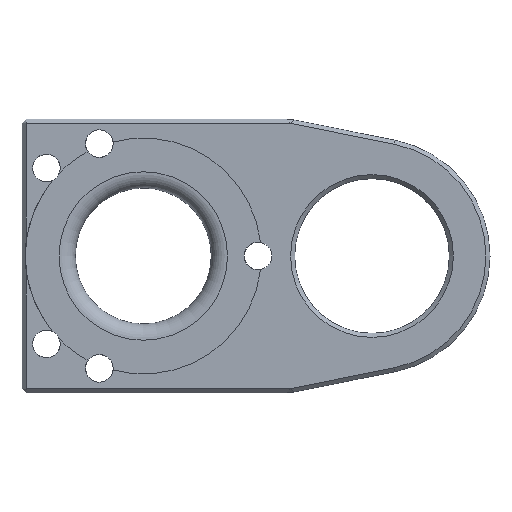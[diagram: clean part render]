
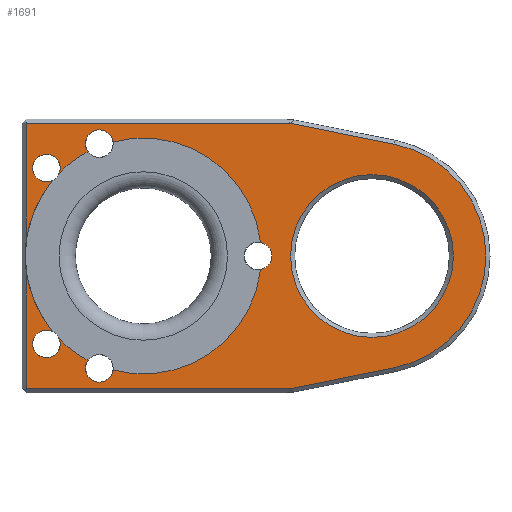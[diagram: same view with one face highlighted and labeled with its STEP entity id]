
A CAD part, front view. The second image highlights one B-rep face of the part: STEP entity #1691.
In plain terms, the highlighted planar face has unit normal (0, -1, 0).
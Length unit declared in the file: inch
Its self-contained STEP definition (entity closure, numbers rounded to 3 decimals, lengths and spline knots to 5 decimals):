
#49=FACE_BOUND('',#581,.T.);
#55=PLANE('',#1836);
#143=LINE('',#2595,#311);
#144=LINE('',#2623,#312);
#145=LINE('',#2625,#313);
#146=LINE('',#2627,#314);
#147=LINE('',#2631,#315);
#148=LINE('',#2632,#316);
#311=VECTOR('',#2070,0.3937);
#312=VECTOR('',#2097,0.3937);
#313=VECTOR('',#2098,0.3937);
#314=VECTOR('',#2099,0.3937);
#315=VECTOR('',#2102,0.3937);
#316=VECTOR('',#2103,0.3937);
#479=FACE_OUTER_BOUND('',#580,.T.);
#580=EDGE_LOOP('',(#1228,#1229,#1230,#1231,#1232,#1233,#1234,#1235,#1236,
#1237,#1238,#1239,#1240,#1241,#1242,#1243,#1244,#1245,#1246,#1247));
#581=EDGE_LOOP('',(#1248));
#701=CIRCLE('',#1835,0.3937);
#702=CIRCLE('',#1837,0.57087);
#703=CIRCLE('',#1838,0.06693);
#704=CIRCLE('',#1839,0.06693);
#705=CIRCLE('',#1840,0.57087);
#706=CIRCLE('',#1841,0.06693);
#707=CIRCLE('',#1842,0.57087);
#708=CIRCLE('',#1843,0.06693);
#709=CIRCLE('',#1844,0.57087);
#710=CIRCLE('',#1845,0.06693);
#711=CIRCLE('',#1846,0.57087);
#712=CIRCLE('',#1847,0.06693);
#713=CIRCLE('',#1848,0.06693);
#714=CIRCLE('',#1849,0.57087);
#715=CIRCLE('',#1850,0.55118);
#793=VERTEX_POINT('',#2589);
#794=VERTEX_POINT('',#2593);
#795=VERTEX_POINT('',#2594);
#796=VERTEX_POINT('',#2596);
#797=VERTEX_POINT('',#2598);
#798=VERTEX_POINT('',#2600);
#799=VERTEX_POINT('',#2602);
#800=VERTEX_POINT('',#2604);
#801=VERTEX_POINT('',#2606);
#802=VERTEX_POINT('',#2608);
#803=VERTEX_POINT('',#2610);
#804=VERTEX_POINT('',#2612);
#805=VERTEX_POINT('',#2614);
#806=VERTEX_POINT('',#2616);
#807=VERTEX_POINT('',#2618);
#808=VERTEX_POINT('',#2620);
#809=VERTEX_POINT('',#2622);
#810=VERTEX_POINT('',#2624);
#811=VERTEX_POINT('',#2626);
#812=VERTEX_POINT('',#2628);
#813=VERTEX_POINT('',#2630);
#955=EDGE_CURVE('',#793,#793,#701,.T.);
#957=EDGE_CURVE('',#794,#795,#143,.T.);
#958=EDGE_CURVE('',#794,#796,#702,.T.);
#959=EDGE_CURVE('',#796,#797,#703,.T.);
#960=EDGE_CURVE('',#797,#798,#704,.T.);
#961=EDGE_CURVE('',#798,#799,#705,.T.);
#962=EDGE_CURVE('',#799,#800,#706,.T.);
#963=EDGE_CURVE('',#800,#801,#707,.T.);
#964=EDGE_CURVE('',#801,#802,#708,.T.);
#965=EDGE_CURVE('',#802,#803,#709,.T.);
#966=EDGE_CURVE('',#803,#804,#710,.T.);
#967=EDGE_CURVE('',#804,#805,#711,.T.);
#968=EDGE_CURVE('',#805,#806,#712,.T.);
#969=EDGE_CURVE('',#806,#807,#713,.T.);
#970=EDGE_CURVE('',#807,#808,#714,.T.);
#971=EDGE_CURVE('',#809,#808,#144,.T.);
#972=EDGE_CURVE('',#810,#809,#145,.T.);
#973=EDGE_CURVE('',#811,#810,#146,.T.);
#974=EDGE_CURVE('',#812,#811,#715,.T.);
#975=EDGE_CURVE('',#813,#812,#147,.T.);
#976=EDGE_CURVE('',#795,#813,#148,.T.);
#1228=ORIENTED_EDGE('',*,*,#957,.F.);
#1229=ORIENTED_EDGE('',*,*,#958,.T.);
#1230=ORIENTED_EDGE('',*,*,#959,.T.);
#1231=ORIENTED_EDGE('',*,*,#960,.T.);
#1232=ORIENTED_EDGE('',*,*,#961,.T.);
#1233=ORIENTED_EDGE('',*,*,#962,.T.);
#1234=ORIENTED_EDGE('',*,*,#963,.T.);
#1235=ORIENTED_EDGE('',*,*,#964,.T.);
#1236=ORIENTED_EDGE('',*,*,#965,.T.);
#1237=ORIENTED_EDGE('',*,*,#966,.T.);
#1238=ORIENTED_EDGE('',*,*,#967,.T.);
#1239=ORIENTED_EDGE('',*,*,#968,.T.);
#1240=ORIENTED_EDGE('',*,*,#969,.T.);
#1241=ORIENTED_EDGE('',*,*,#970,.T.);
#1242=ORIENTED_EDGE('',*,*,#971,.F.);
#1243=ORIENTED_EDGE('',*,*,#972,.F.);
#1244=ORIENTED_EDGE('',*,*,#973,.F.);
#1245=ORIENTED_EDGE('',*,*,#974,.F.);
#1246=ORIENTED_EDGE('',*,*,#975,.F.);
#1247=ORIENTED_EDGE('',*,*,#976,.F.);
#1248=ORIENTED_EDGE('',*,*,#955,.F.);
#1691=ADVANCED_FACE('',(#479,#49),#55,.F.);
#1835=AXIS2_PLACEMENT_3D('',#2590,#2065,#2066);
#1836=AXIS2_PLACEMENT_3D('',#2592,#2068,#2069);
#1837=AXIS2_PLACEMENT_3D('',#2597,#2071,#2072);
#1838=AXIS2_PLACEMENT_3D('',#2599,#2073,#2074);
#1839=AXIS2_PLACEMENT_3D('',#2601,#2075,#2076);
#1840=AXIS2_PLACEMENT_3D('',#2603,#2077,#2078);
#1841=AXIS2_PLACEMENT_3D('',#2605,#2079,#2080);
#1842=AXIS2_PLACEMENT_3D('',#2607,#2081,#2082);
#1843=AXIS2_PLACEMENT_3D('',#2609,#2083,#2084);
#1844=AXIS2_PLACEMENT_3D('',#2611,#2085,#2086);
#1845=AXIS2_PLACEMENT_3D('',#2613,#2087,#2088);
#1846=AXIS2_PLACEMENT_3D('',#2615,#2089,#2090);
#1847=AXIS2_PLACEMENT_3D('',#2617,#2091,#2092);
#1848=AXIS2_PLACEMENT_3D('',#2619,#2093,#2094);
#1849=AXIS2_PLACEMENT_3D('',#2621,#2095,#2096);
#1850=AXIS2_PLACEMENT_3D('',#2629,#2100,#2101);
#2065=DIRECTION('center_axis',(0.,-1.,0.));
#2066=DIRECTION('ref_axis',(-1.,0.,0.));
#2068=DIRECTION('center_axis',(0.,1.,0.));
#2069=DIRECTION('ref_axis',(0.,0.,1.));
#2070=DIRECTION('',(0.,0.,1.));
#2071=DIRECTION('center_axis',(0.,1.,0.));
#2072=DIRECTION('ref_axis',(-1.,0.,0.));
#2073=DIRECTION('center_axis',(0.,1.,0.));
#2074=DIRECTION('ref_axis',(1.,0.,0.));
#2075=DIRECTION('center_axis',(0.,1.,0.));
#2076=DIRECTION('ref_axis',(1.,0.,0.));
#2077=DIRECTION('center_axis',(0.,1.,0.));
#2078=DIRECTION('ref_axis',(-1.,0.,0.));
#2079=DIRECTION('center_axis',(0.,1.,0.));
#2080=DIRECTION('ref_axis',(-1.,0.,0.));
#2081=DIRECTION('center_axis',(0.,1.,0.));
#2082=DIRECTION('ref_axis',(-1.,0.,0.));
#2083=DIRECTION('center_axis',(0.,1.,0.));
#2084=DIRECTION('ref_axis',(1.,0.,0.));
#2085=DIRECTION('center_axis',(0.,1.,0.));
#2086=DIRECTION('ref_axis',(-1.,0.,0.));
#2087=DIRECTION('center_axis',(0.,1.,0.));
#2088=DIRECTION('ref_axis',(-1.,0.,0.));
#2089=DIRECTION('center_axis',(0.,1.,0.));
#2090=DIRECTION('ref_axis',(-1.,0.,0.));
#2091=DIRECTION('center_axis',(0.,1.,0.));
#2092=DIRECTION('ref_axis',(1.,0.,0.));
#2093=DIRECTION('center_axis',(0.,1.,0.));
#2094=DIRECTION('ref_axis',(1.,0.,0.));
#2095=DIRECTION('center_axis',(0.,1.,0.));
#2096=DIRECTION('ref_axis',(-1.,0.,0.));
#2097=DIRECTION('',(0.,0.,1.));
#2098=DIRECTION('',(-1.,0.,0.));
#2099=DIRECTION('',(-0.98,0.,-0.197));
#2100=DIRECTION('center_axis',(0.,1.,0.));
#2101=DIRECTION('ref_axis',(0.197,0.,-0.98));
#2102=DIRECTION('',(0.98,0.,-0.197));
#2103=DIRECTION('',(1.,0.,0.));
#2589=CARTESIAN_POINT('',(2.08661,0.,-0.66142));
#2590=CARTESIAN_POINT('Origin',(1.69291,0.,-0.66142));
#2592=CARTESIAN_POINT('Origin',(0.64961,0.,-0.66142));
#2593=CARTESIAN_POINT('',(0.01969,0.,-0.59454));
#2594=CARTESIAN_POINT('',(0.01969,0.,-0.01969));
#2595=CARTESIAN_POINT('',(0.01969,0.,-0.99213));
#2596=CARTESIAN_POINT('',(0.14791,0.,-0.29615));
#2597=CARTESIAN_POINT('Origin',(0.58662,0.,-0.66142));
#2598=CARTESIAN_POINT('',(0.05118,0.,-0.23622));
#2599=CARTESIAN_POINT('Origin',(0.11811,0.,-0.23622));
#2600=CARTESIAN_POINT('',(0.18064,0.,-0.26008));
#2601=CARTESIAN_POINT('Origin',(0.11811,0.,-0.23622));
#2602=CARTESIAN_POINT('',(0.31948,0.,-0.15691));
#2603=CARTESIAN_POINT('Origin',(0.58662,0.,-0.66142));
#2604=CARTESIAN_POINT('',(0.4404,0.,-0.10959));
#2605=CARTESIAN_POINT('Origin',(0.37402,0.,-0.11811));
#2606=CARTESIAN_POINT('',(1.15368,0.,-0.59556));
#2607=CARTESIAN_POINT('Origin',(0.58662,0.,-0.66142));
#2608=CARTESIAN_POINT('',(1.15368,0.,-0.72727));
#2609=CARTESIAN_POINT('Origin',(1.14173,0.,-0.66142));
#2610=CARTESIAN_POINT('',(0.4404,0.,-1.21324));
#2611=CARTESIAN_POINT('Origin',(0.58662,0.,-0.66142));
#2612=CARTESIAN_POINT('',(0.31948,0.,-1.16592));
#2613=CARTESIAN_POINT('Origin',(0.37402,0.,-1.20472));
#2614=CARTESIAN_POINT('',(0.18064,0.,-1.06275));
#2615=CARTESIAN_POINT('Origin',(0.58662,0.,-0.66142));
#2616=CARTESIAN_POINT('',(0.05118,0.,-1.08661));
#2617=CARTESIAN_POINT('Origin',(0.11811,0.,-1.08661));
#2618=CARTESIAN_POINT('',(0.14791,0.,-1.02668));
#2619=CARTESIAN_POINT('Origin',(0.11811,0.,-1.08661));
#2620=CARTESIAN_POINT('',(0.01969,0.,-0.7283));
#2621=CARTESIAN_POINT('Origin',(0.58662,0.,-0.66142));
#2622=CARTESIAN_POINT('',(0.01969,0.,-1.30315));
#2623=CARTESIAN_POINT('',(0.01969,0.,-0.99213));
#2624=CARTESIAN_POINT('',(1.29725,0.,-1.30315));
#2625=CARTESIAN_POINT('',(0.97441,0.,-1.30315));
#2626=CARTESIAN_POINT('',(1.80153,0.,-1.20179));
#2627=CARTESIAN_POINT('',(1.30013,0.,-1.30257));
#2628=CARTESIAN_POINT('',(1.80153,0.,-0.12104));
#2629=CARTESIAN_POINT('Origin',(1.69291,0.,-0.66142));
#2630=CARTESIAN_POINT('',(1.29725,0.,-0.01969));
#2631=CARTESIAN_POINT('',(1.04703,0.,0.03061));
#2632=CARTESIAN_POINT('',(0.3248,0.,-0.01969));
